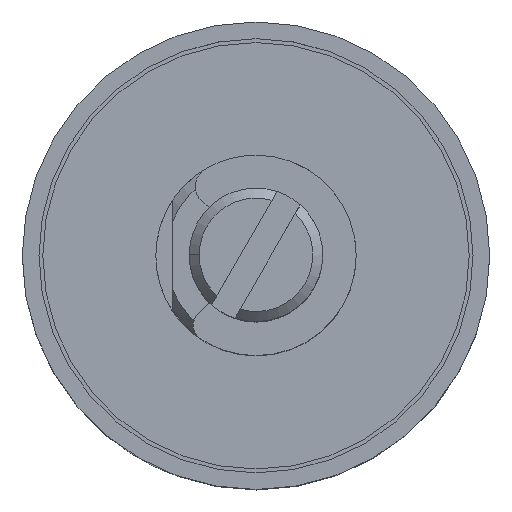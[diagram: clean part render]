
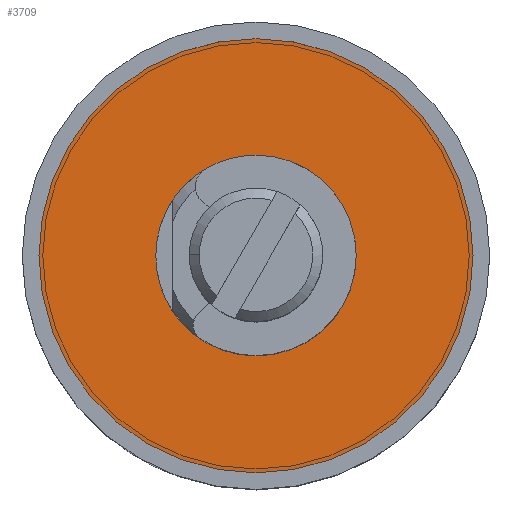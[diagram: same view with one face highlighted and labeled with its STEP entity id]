
A CAD part, top view. The second image highlights one B-rep face of the part: STEP entity #3709.
In plain terms, the highlighted planar face has unit normal (0, 0, 1).
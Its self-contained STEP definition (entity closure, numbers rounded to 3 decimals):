
#542 = EDGE_CURVE ( 'NONE', #1780, #800, #5537, .T. ) ;
#679 = EDGE_CURVE ( 'NONE', #7847, #7181, #801, .T. ) ;
#800 = VERTEX_POINT ( 'NONE', #6581 ) ;
#801 = CIRCLE ( 'NONE', #1296, 6.5 ) ;
#853 = CARTESIAN_POINT ( 'NONE',  ( 0., 0., 0.5 ) ) ;
#983 = CIRCLE ( 'NONE', #5870, 3. ) ;
#1265 = CIRCLE ( 'NONE', #1936, 6.5 ) ;
#1296 = AXIS2_PLACEMENT_3D ( 'NONE', #9627, #3829, #5460 ) ;
#1780 = VERTEX_POINT ( 'NONE', #3406 ) ;
#1936 = AXIS2_PLACEMENT_3D ( 'NONE', #8862, #10471, #7168 ) ;
#1994 = EDGE_LOOP ( 'NONE', ( #10612, #2899 ) ) ;
#2121 = PLANE ( 'NONE',  #9595 ) ;
#2642 = CARTESIAN_POINT ( 'NONE',  ( -6.5, 0., 0.5 ) ) ;
#2899 = ORIENTED_EDGE ( 'NONE', *, *, #542, .T. ) ;
#3065 = EDGE_CURVE ( 'NONE', #7181, #7847, #1265, .T. ) ;
#3164 = DIRECTION ( 'NONE',  ( 0., 0., -1. ) ) ;
#3406 = CARTESIAN_POINT ( 'NONE',  ( 3., 0., 0.5 ) ) ;
#3579 = DIRECTION ( 'NONE',  ( -1., 0., 0. ) ) ;
#3709 = ADVANCED_FACE ( 'NONE', ( #9235, #5235 ), #2121, .T. ) ;
#3829 = DIRECTION ( 'NONE',  ( 0., 0., 1. ) ) ;
#3868 = EDGE_CURVE ( 'NONE', #800, #1780, #983, .T. ) ;
#4058 = DIRECTION ( 'NONE',  ( 0., 0., -1. ) ) ;
#4592 = DIRECTION ( 'NONE',  ( 0., 0., 1. ) ) ;
#5235 = FACE_OUTER_BOUND ( 'NONE', #5624, .T. ) ;
#5460 = DIRECTION ( 'NONE',  ( 1., 0., 0. ) ) ;
#5537 = CIRCLE ( 'NONE', #10313, 3. ) ;
#5624 = EDGE_LOOP ( 'NONE', ( #9749, #8833 ) ) ;
#5870 = AXIS2_PLACEMENT_3D ( 'NONE', #853, #4058, #6545 ) ;
#6545 = DIRECTION ( 'NONE',  ( -1., 0., 0. ) ) ;
#6581 = CARTESIAN_POINT ( 'NONE',  ( -3., 0., 0.5 ) ) ;
#7168 = DIRECTION ( 'NONE',  ( 1., 0., 0. ) ) ;
#7181 = VERTEX_POINT ( 'NONE', #2642 ) ;
#7249 = CARTESIAN_POINT ( 'NONE',  ( 0., 0., 0.5 ) ) ;
#7847 = VERTEX_POINT ( 'NONE', #9758 ) ;
#7884 = CARTESIAN_POINT ( 'NONE',  ( 3., 0., 0.5 ) ) ;
#8701 = DIRECTION ( 'NONE',  ( 1., 0., 0. ) ) ;
#8833 = ORIENTED_EDGE ( 'NONE', *, *, #3065, .T. ) ;
#8862 = CARTESIAN_POINT ( 'NONE',  ( 0., 0., 0.5 ) ) ;
#9235 = FACE_BOUND ( 'NONE', #1994, .T. ) ;
#9595 = AXIS2_PLACEMENT_3D ( 'NONE', #7884, #4592, #8701 ) ;
#9627 = CARTESIAN_POINT ( 'NONE',  ( 0., 0., 0.5 ) ) ;
#9749 = ORIENTED_EDGE ( 'NONE', *, *, #679, .T. ) ;
#9758 = CARTESIAN_POINT ( 'NONE',  ( 6.5, 0., 0.5 ) ) ;
#10313 = AXIS2_PLACEMENT_3D ( 'NONE', #7249, #3164, #3579 ) ;
#10471 = DIRECTION ( 'NONE',  ( 0., 0., 1. ) ) ;
#10612 = ORIENTED_EDGE ( 'NONE', *, *, #3868, .T. ) ;
